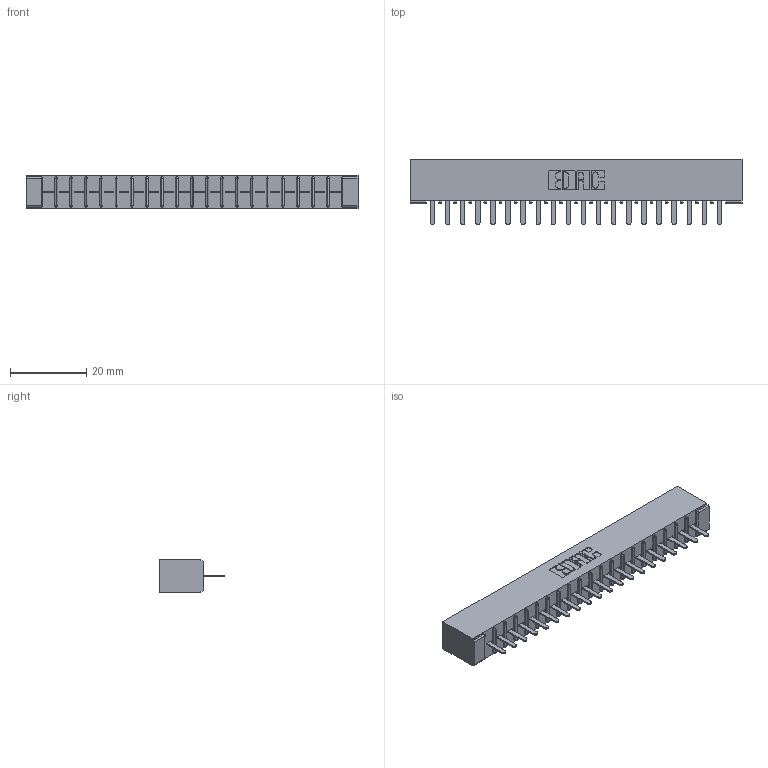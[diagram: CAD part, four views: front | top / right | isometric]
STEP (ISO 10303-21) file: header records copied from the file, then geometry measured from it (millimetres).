
FILE_DESCRIPTION (( 'STEP AP203' ), '1' );
FILE_NAME ('306-020-520-101.STEP', '2019-09-11T20:39:51', ( '' ), ( '' ), 'SwSTEP 2.0', 'SolidWorks 2016', '' );
FILE_SCHEMA (( 'CONFIG_CONTROL_DESIGN' ));
Length unit declared in the file: inch
Products named in the file (3): 306-290-001_120; 306-020-520-101; 306 Part_No Mounting
Assembly tree (21 placements, depth 2):
  306-020-520-101
    306 Part_No Mounting
    306-290-001_120  x20
Bounding box: 87.12 x 17.12 x 8.71 mm (x, y, z)
Volume: 6225.2 mm3; surface area: 9411.1 mm2
Topology: 21 solids, 21 shells, 1508 faces, 4232 edges, 2712 vertices
Faces by surface type: plane 1004, cylinder 424, sphere 80
Entity records: 21179 total; most frequent: CARTESIAN_POINT 3551, ORIENTED_EDGE 3516, DIRECTION 3504, EDGE_CURVE 1758, LINE 1366, VECTOR 1366, VERTEX_POINT 1116, AXIS2_PLACEMENT_3D 1069
